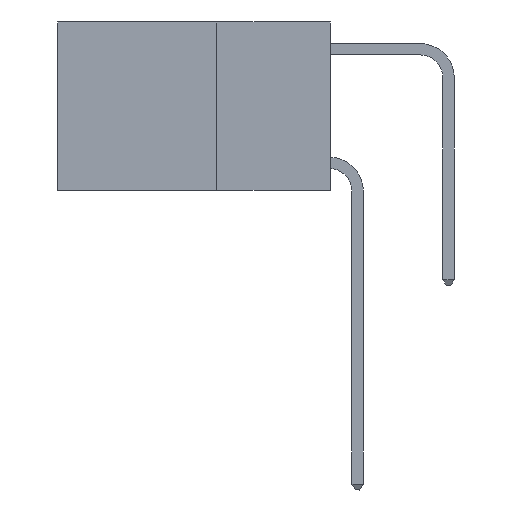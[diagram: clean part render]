
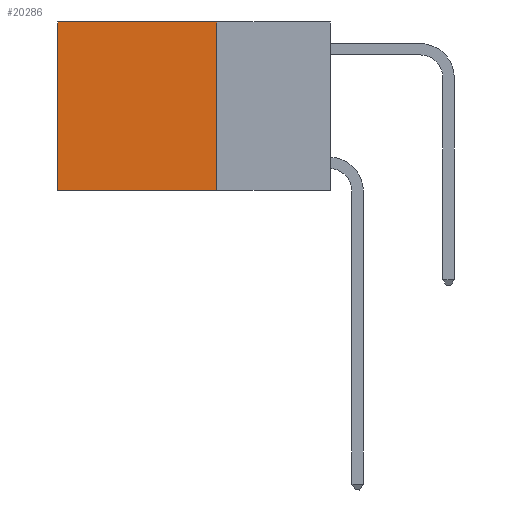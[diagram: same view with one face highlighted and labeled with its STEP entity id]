
A CAD part, left-side view. The second image highlights one B-rep face of the part: STEP entity #20286.
In plain terms, the highlighted planar face has unit normal (-1, 0, 0).
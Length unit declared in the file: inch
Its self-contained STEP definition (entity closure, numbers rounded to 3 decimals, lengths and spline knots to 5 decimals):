
#823 = EDGE_CURVE ( 'NONE', #17016, #23387, #27268, .T. ) ;
#1035 = DIRECTION ( 'NONE',  ( 0., 0., -1. ) ) ;
#1648 = ORIENTED_EDGE ( 'NONE', *, *, #19798, .F. ) ;
#4953 = CARTESIAN_POINT ( 'NONE',  ( 0.2625, 0.6, 0. ) ) ;
#5555 = VECTOR ( 'NONE', #29740, 39.37008 ) ;
#6174 = VECTOR ( 'NONE', #1035, 39.37008 ) ;
#7087 = CARTESIAN_POINT ( 'NONE',  ( 0.2625, 0.6, 0. ) ) ;
#8675 = DIRECTION ( 'NONE',  ( 1., 0., 0. ) ) ;
#9295 = EDGE_LOOP ( 'NONE', ( #10080, #14828, #1648, #12959 ) ) ;
#10080 = ORIENTED_EDGE ( 'NONE', *, *, #30399, .T. ) ;
#10473 = CARTESIAN_POINT ( 'NONE',  ( 0.2625, 0.25, 0. ) ) ;
#12959 = ORIENTED_EDGE ( 'NONE', *, *, #17491, .T. ) ;
#14828 = ORIENTED_EDGE ( 'NONE', *, *, #823, .F. ) ;
#15065 = CARTESIAN_POINT ( 'NONE',  ( 0.2625, 0.25, -0.37 ) ) ;
#16219 = FACE_OUTER_BOUND ( 'NONE', #9295, .T. ) ;
#17016 = VERTEX_POINT ( 'NONE', #30250 ) ;
#17491 = EDGE_CURVE ( 'NONE', #26296, #20649, #19929, .T. ) ;
#19798 = EDGE_CURVE ( 'NONE', #26296, #17016, #28207, .T. ) ;
#19929 = LINE ( 'NONE', #22655, #5555 ) ;
#20286 = ADVANCED_FACE ( 'NONE', ( #16219 ), #27796, .F. ) ;
#20649 = VERTEX_POINT ( 'NONE', #4953 ) ;
#20877 = CARTESIAN_POINT ( 'NONE',  ( 0.2625, 0.25, 0. ) ) ;
#21046 = DIRECTION ( 'NONE',  ( 0., 0., -1. ) ) ;
#22655 = CARTESIAN_POINT ( 'NONE',  ( 0.2625, 0.25, 0. ) ) ;
#23387 = VERTEX_POINT ( 'NONE', #27810 ) ;
#25957 = CARTESIAN_POINT ( 'NONE',  ( 0.2625, 0.25, 0. ) ) ;
#26296 = VERTEX_POINT ( 'NONE', #10473 ) ;
#26959 = DIRECTION ( 'NONE',  ( 0., 1., 0. ) ) ;
#27268 = LINE ( 'NONE', #15065, #30099 ) ;
#27740 = AXIS2_PLACEMENT_3D ( 'NONE', #20877, #8675, #21046 ) ;
#27796 = PLANE ( 'NONE',  #27740 ) ;
#27810 = CARTESIAN_POINT ( 'NONE',  ( 0.2625, 0.6, -0.37 ) ) ;
#28207 = LINE ( 'NONE', #25957, #6174 ) ;
#28805 = DIRECTION ( 'NONE',  ( 0., 0., -1. ) ) ;
#29740 = DIRECTION ( 'NONE',  ( 0., 1., 0. ) ) ;
#29755 = VECTOR ( 'NONE', #28805, 39.37008 ) ;
#30099 = VECTOR ( 'NONE', #26959, 39.37008 ) ;
#30250 = CARTESIAN_POINT ( 'NONE',  ( 0.2625, 0.25, -0.37 ) ) ;
#30399 = EDGE_CURVE ( 'NONE', #20649, #23387, #31669, .T. ) ;
#31669 = LINE ( 'NONE', #7087, #29755 ) ;
